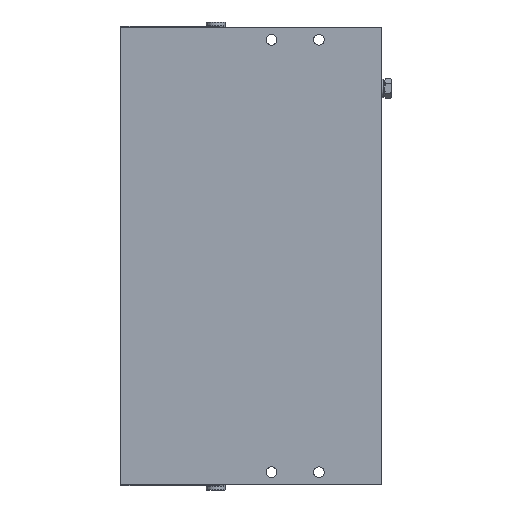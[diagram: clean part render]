
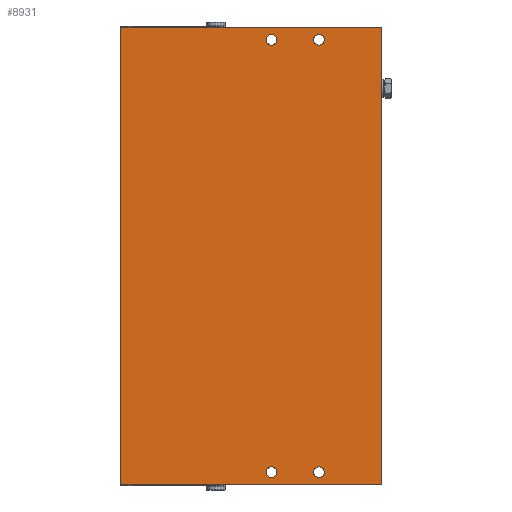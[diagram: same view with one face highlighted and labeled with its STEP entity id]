
A CAD part, front view. The second image highlights one B-rep face of the part: STEP entity #8931.
In plain terms, the highlighted planar face has unit normal (0, -1, 0).
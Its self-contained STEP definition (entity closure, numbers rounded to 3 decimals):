
#579=LINE('',#14410,#1186);
#593=LINE('',#14486,#1200);
#594=LINE('',#14496,#1201);
#595=LINE('',#14498,#1202);
#1186=VECTOR('',#11416,1000.);
#1200=VECTOR('',#11460,1000.);
#1201=VECTOR('',#11471,1000.);
#1202=VECTOR('',#11472,1000.);
#1979=ORIENTED_EDGE('',*,*,#4286,.T.);
#1980=ORIENTED_EDGE('',*,*,#4287,.T.);
#1981=ORIENTED_EDGE('',*,*,#4288,.T.);
#1982=ORIENTED_EDGE('',*,*,#4289,.T.);
#1983=ORIENTED_EDGE('',*,*,#4290,.T.);
#1984=ORIENTED_EDGE('',*,*,#4291,.F.);
#1985=ORIENTED_EDGE('',*,*,#4259,.F.);
#1986=ORIENTED_EDGE('',*,*,#4285,.T.);
#4259=EDGE_CURVE('',#5416,#5403,#579,.T.);
#4285=EDGE_CURVE('',#5416,#5437,#593,.T.);
#4286=EDGE_CURVE('',#5438,#5438,#6186,.T.);
#4287=EDGE_CURVE('',#5439,#5439,#6187,.T.);
#4288=EDGE_CURVE('',#5440,#5440,#6188,.T.);
#4289=EDGE_CURVE('',#5441,#5441,#6189,.T.);
#4290=EDGE_CURVE('',#5437,#5442,#594,.T.);
#4291=EDGE_CURVE('',#5403,#5442,#595,.T.);
#5403=VERTEX_POINT('',#14383);
#5416=VERTEX_POINT('',#14409);
#5437=VERTEX_POINT('',#14485);
#5438=VERTEX_POINT('',#14489);
#5439=VERTEX_POINT('',#14491);
#5440=VERTEX_POINT('',#14493);
#5441=VERTEX_POINT('',#14495);
#5442=VERTEX_POINT('',#14497);
#6186=CIRCLE('',#10011,2.25);
#6187=CIRCLE('',#10012,2.25);
#6188=CIRCLE('',#10013,2.25);
#6189=CIRCLE('',#10014,2.25);
#6672=EDGE_LOOP('',(#1979));
#6673=EDGE_LOOP('',(#1980));
#6674=EDGE_LOOP('',(#1981));
#6675=EDGE_LOOP('',(#1982));
#6676=EDGE_LOOP('',(#1983,#1984,#1985,#1986));
#7707=FACE_BOUND('',#6672,.T.);
#7708=FACE_BOUND('',#6673,.T.);
#7709=FACE_BOUND('',#6674,.T.);
#7710=FACE_BOUND('',#6675,.T.);
#7711=FACE_BOUND('',#6676,.T.);
#8624=PLANE('',#10010);
#8931=ADVANCED_FACE('',(#7707,#7708,#7709,#7710,#7711),#8624,.F.);
#10010=AXIS2_PLACEMENT_3D('',#14487,#11461,#11462);
#10011=AXIS2_PLACEMENT_3D('',#14488,#11463,#11464);
#10012=AXIS2_PLACEMENT_3D('',#14490,#11465,#11466);
#10013=AXIS2_PLACEMENT_3D('',#14492,#11467,#11468);
#10014=AXIS2_PLACEMENT_3D('',#14494,#11469,#11470);
#11416=DIRECTION('',(1.,0.,0.));
#11460=DIRECTION('',(0.,0.,-1.));
#11461=DIRECTION('',(0.,1.,0.));
#11462=DIRECTION('',(0.,0.,1.));
#11463=DIRECTION('',(0.,1.,0.));
#11464=DIRECTION('',(0.,0.,1.));
#11465=DIRECTION('',(0.,1.,0.));
#11466=DIRECTION('',(0.,0.,1.));
#11467=DIRECTION('',(0.,1.,0.));
#11468=DIRECTION('',(0.,0.,1.));
#11469=DIRECTION('',(0.,1.,0.));
#11470=DIRECTION('',(0.,0.,1.));
#11471=DIRECTION('',(1.,0.,0.));
#11472=DIRECTION('',(0.,0.,-1.));
#14383=CARTESIAN_POINT('',(110.,-33.8,192.));
#14409=CARTESIAN_POINT('',(0.,-33.8,192.));
#14410=CARTESIAN_POINT('',(0.,-33.8,192.));
#14485=CARTESIAN_POINT('',(0.,-33.8,0.));
#14486=CARTESIAN_POINT('',(0.,-33.8,192.));
#14487=CARTESIAN_POINT('',(0.,-33.8,192.));
#14488=CARTESIAN_POINT('',(46.5,-33.8,5.));
#14489=CARTESIAN_POINT('',(46.5,-33.8,7.25));
#14490=CARTESIAN_POINT('',(26.5,-33.8,187.));
#14491=CARTESIAN_POINT('',(26.5,-33.8,189.25));
#14492=CARTESIAN_POINT('',(46.5,-33.8,187.));
#14493=CARTESIAN_POINT('',(46.5,-33.8,189.25));
#14494=CARTESIAN_POINT('',(26.5,-33.8,5.));
#14495=CARTESIAN_POINT('',(26.5,-33.8,7.25));
#14496=CARTESIAN_POINT('',(0.,-33.8,0.));
#14497=CARTESIAN_POINT('',(110.,-33.8,0.));
#14498=CARTESIAN_POINT('',(110.,-33.8,192.));
